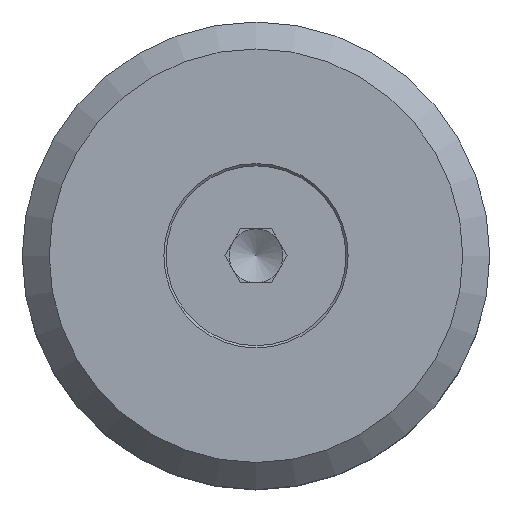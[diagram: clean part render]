
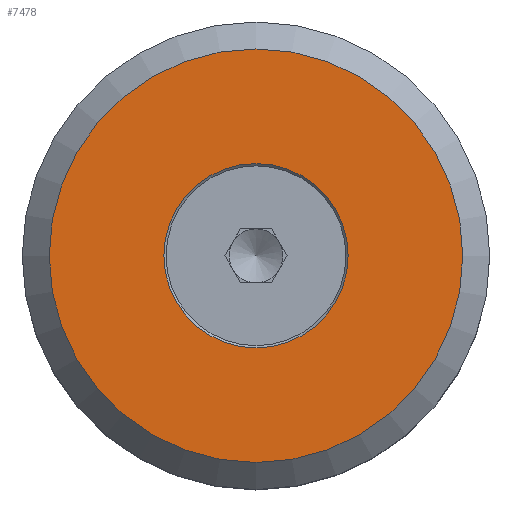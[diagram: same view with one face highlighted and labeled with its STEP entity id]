
A CAD part, top view. The second image highlights one B-rep face of the part: STEP entity #7478.
In plain terms, the highlighted planar face has unit normal (0, 0, 1).
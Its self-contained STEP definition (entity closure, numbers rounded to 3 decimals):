
#953 = EDGE_LOOP ( 'NONE', ( #3301 ) ) ;
#1323 = CIRCLE ( 'NONE', #12473, 10.25 ) ;
#1449 = DIRECTION ( 'NONE',  ( 0., 0., 1. ) ) ;
#1749 = FACE_OUTER_BOUND ( 'NONE', #2359, .T. ) ;
#2359 = EDGE_LOOP ( 'NONE', ( #12792 ) ) ;
#2595 = CARTESIAN_POINT ( 'NONE',  ( 23., 0., 6. ) ) ;
#3301 = ORIENTED_EDGE ( 'NONE', *, *, #7643, .F. ) ;
#3356 = CARTESIAN_POINT ( 'NONE',  ( 0., 0., 6. ) ) ;
#4503 = CARTESIAN_POINT ( 'NONE',  ( 0., 0., 6. ) ) ;
#4787 = DIRECTION ( 'NONE',  ( 0., 0., 1. ) ) ;
#5213 = AXIS2_PLACEMENT_3D ( 'NONE', #4503, #16121, #13653 ) ;
#5310 = CARTESIAN_POINT ( 'NONE',  ( 0., 0., 6. ) ) ;
#6850 = DIRECTION ( 'NONE',  ( 1., 0., 0. ) ) ;
#7230 = DIRECTION ( 'NONE',  ( 1., 0., 0. ) ) ;
#7478 = ADVANCED_FACE ( 'NONE', ( #9460, #1749 ), #8056, .T. ) ;
#7643 = EDGE_CURVE ( 'NONE', #10789, #10789, #1323, .T. ) ;
#8056 = PLANE ( 'NONE',  #14759 ) ;
#9460 = FACE_BOUND ( 'NONE', #953, .T. ) ;
#10789 = VERTEX_POINT ( 'NONE', #11646 ) ;
#11646 = CARTESIAN_POINT ( 'NONE',  ( 10.25, 0., 6. ) ) ;
#12473 = AXIS2_PLACEMENT_3D ( 'NONE', #3356, #4787, #7230 ) ;
#12792 = ORIENTED_EDGE ( 'NONE', *, *, #16634, .T. ) ;
#13035 = CIRCLE ( 'NONE', #5213, 23. ) ;
#13653 = DIRECTION ( 'NONE',  ( 1., 0., 0. ) ) ;
#14759 = AXIS2_PLACEMENT_3D ( 'NONE', #5310, #1449, #6850 ) ;
#15875 = VERTEX_POINT ( 'NONE', #2595 ) ;
#16121 = DIRECTION ( 'NONE',  ( 0., 0., 1. ) ) ;
#16634 = EDGE_CURVE ( 'NONE', #15875, #15875, #13035, .T. ) ;
